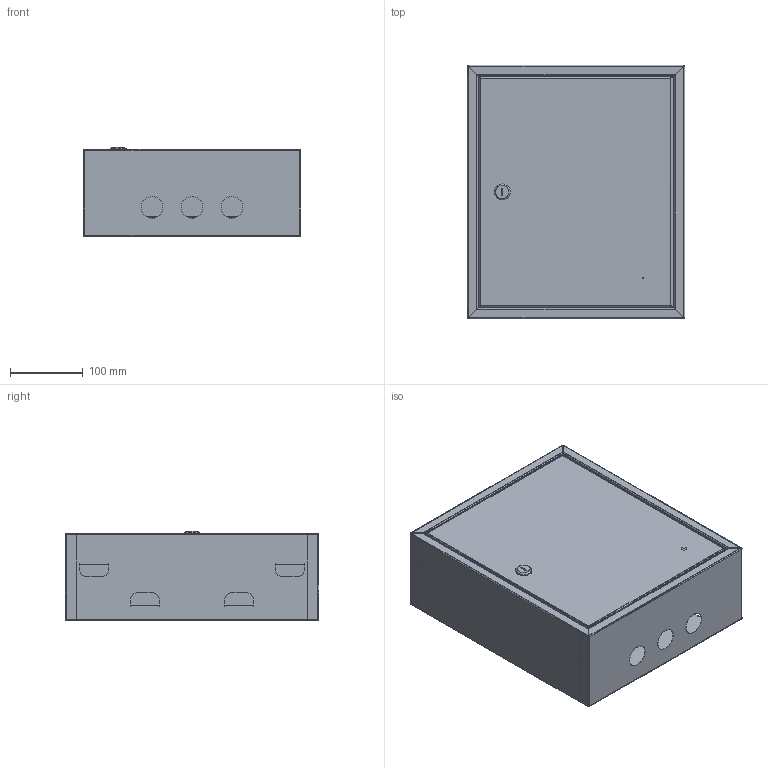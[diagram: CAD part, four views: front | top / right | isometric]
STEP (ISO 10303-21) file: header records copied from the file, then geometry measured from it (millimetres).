
FILE_DESCRIPTION (( 'STEP AP203' ), '1' );
FILE_NAME ('ÙÐÍ-18-24 (350õ300õ120) IP31 EKF Basic.STEP', '2021-07-13T07:59:02', ( '' ), ( '' ), 'SwSTEP 2.0', 'SolidWorks 2021', '' );
FILE_SCHEMA (( 'CONFIG_CONTROL_DESIGN' ));
Length unit declared in the file: millimetre
Products named in the file (18): ÌÈ-1672.01.01.001 Ñòåíêà ïðàâàÿ; Çàêëåïêà ãàå÷íàÿ Ì4_Œ8; ÌÈ-1672.01.00.000 ÑÁ Êîðïóñ â ñáîðå; ÌÈ-1672.01.01.000 ÑÁ Ñòåíêà ïðàâàÿ â ñáîðå; pan head cross recess screw_din_ISO 7045 - M4 x 16 - Z --- 16N; ÌÈ-1672.02.00.000 ÑÁ Ïàíåëü â ñáîðå; Øïèëüêà Ì6õ12; ÙÐÍ-18-24 (350õ300õ120) IP31 EKF Basic; ÌÈ-1672.01.02.000 ÑÁ Ñòåíêà ëåâàÿ â ñáîðå; cross ph tapping 968_din_Screw DIN 968-ST4.2x13-C-H-N; ﾌﾈ-1657.02.00.001 ﾄ粢; Çàìîê ïî÷òîâûé; ÌÈ-1657.02.00.000 ÑÁ Äâåðü â ñáîðå; DIN-謥濋趌L=260; Êðîíøòåéí 40õ40; ÌÈ-1672.01.02.001 Ñòåíêà ëåâàÿ; ÌÈ-1672.01.00.001 Ñòåíêà çàäíÿÿ; 昈-1672.02.00.001 眈翴錪
Assembly tree (36 placements, depth 4):
  ÙÐÍ-18-24 (350õ300õ120) IP31 EKF Basic
    ÌÈ-1672.01.00.000 ÑÁ Êîðïóñ â ñáîðå
      ÌÈ-1672.01.01.000 ÑÁ Ñòåíêà ïðàâàÿ â ñáîðå
        ÌÈ-1672.01.01.001 Ñòåíêà ïðàâàÿ
        Êðîíøòåéí 40õ40  x4
        Øïèëüêà Ì6õ12
      ÌÈ-1672.01.00.001 Ñòåíêà çàäíÿÿ
      ÌÈ-1672.01.02.000 ÑÁ Ñòåíêà ëåâàÿ â ñáîðå
        ÌÈ-1672.01.02.001 Ñòåíêà ëåâàÿ
        Êðîíøòåéí 40õ40  x4
    ÌÈ-1657.02.00.000 ÑÁ Äâåðü â ñáîðå
      ﾌﾈ-1657.02.00.001 ﾄ粢
      Çàêëåïêà ãàå÷íàÿ Ì4_Œ8  x2
      Øïèëüêà Ì6õ12
    pan head cross recess screw_din_ISO 7045 - M4 x 16 - Z --- 16N  x2
    DIN-謥濋趌L=260  x2
    cross ph tapping 968_din_Screw DIN 968-ST4.2x13-C-H-N  x8
    ÌÈ-1672.02.00.000 ÑÁ Ïàíåëü â ñáîðå
      昈-1672.02.00.001 眈翴錪
      Øïèëüêà Ì6õ12
    Çàìîê ïî÷òîâûé
Bounding box: 300 x 350 x 123.6 mm (x, y, z)
Volume: 335459.5 mm3; surface area: 1039295.1 mm2
Topology: 31 solids, 31 shells, 1308 faces, 3289 edges, 2072 vertices
Faces by surface type: plane 709, cylinder 348, bspline 151, cone 64, sphere 20, torus 16
Entity records: 26974 total; most frequent: CARTESIAN_POINT 8573, ORIENTED_EDGE 3386, DIRECTION 3107, EDGE_CURVE 1693, LINE 1095, VECTOR 1095, VERTEX_POINT 1052, AXIS2_PLACEMENT_3D 1006
